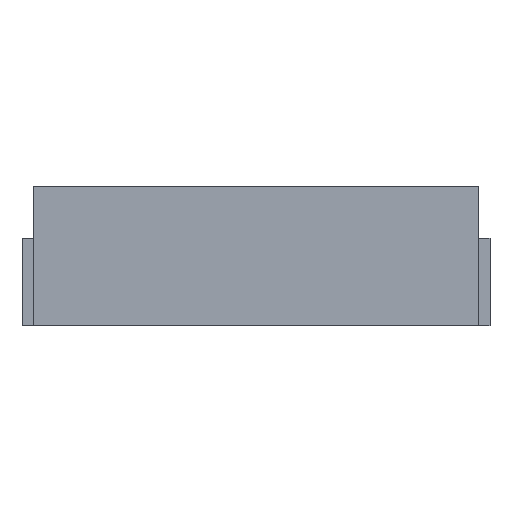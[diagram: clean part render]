
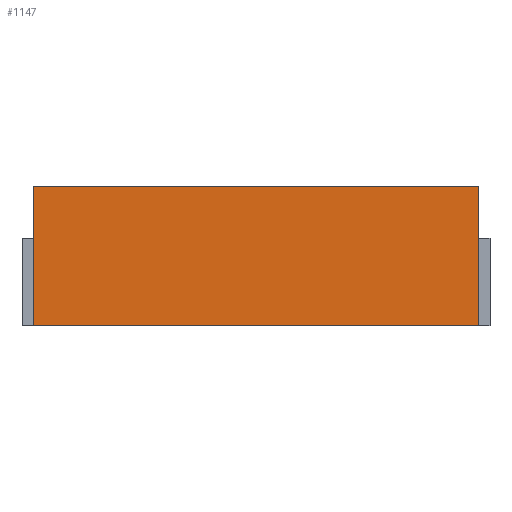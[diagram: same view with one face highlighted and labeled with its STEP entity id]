
A CAD part, front view. The second image highlights one B-rep face of the part: STEP entity #1147.
In plain terms, the highlighted planar face has unit normal (0, -1, 0).
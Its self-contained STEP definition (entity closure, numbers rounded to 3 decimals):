
#72=FACE_OUTER_BOUND('',#137,.T.);
#137=EDGE_LOOP('',(#953,#954,#955,#956));
#266=LINE('',#1766,#421);
#274=LINE('',#1780,#429);
#275=LINE('',#1783,#430);
#277=LINE('',#1786,#432);
#421=VECTOR('',#1444,10.);
#429=VECTOR('',#1458,10.);
#430=VECTOR('',#1461,10.);
#432=VECTOR('',#1465,10.);
#540=VERTEX_POINT('',#1763);
#541=VERTEX_POINT('',#1765);
#544=VERTEX_POINT('',#1778);
#545=VERTEX_POINT('',#1782);
#680=EDGE_CURVE('',#540,#541,#266,.T.);
#688=EDGE_CURVE('',#544,#540,#274,.T.);
#689=EDGE_CURVE('',#545,#541,#275,.T.);
#691=EDGE_CURVE('',#545,#544,#277,.T.);
#953=ORIENTED_EDGE('',*,*,#691,.F.);
#954=ORIENTED_EDGE('',*,*,#689,.T.);
#955=ORIENTED_EDGE('',*,*,#680,.F.);
#956=ORIENTED_EDGE('',*,*,#688,.F.);
#1085=PLANE('',#1227);
#1147=ADVANCED_FACE('',(#72),#1085,.T.);
#1227=AXIS2_PLACEMENT_3D('',#1785,#1463,#1464);
#1444=DIRECTION('',(1.,0.,0.));
#1458=DIRECTION('',(0.,0.,1.));
#1461=DIRECTION('',(0.,0.,1.));
#1463=DIRECTION('center_axis',(0.,-1.,0.));
#1464=DIRECTION('ref_axis',(1.,0.,0.));
#1465=DIRECTION('',(-1.,0.,0.));
#1763=CARTESIAN_POINT('',(-40.,-40.,25.));
#1765=CARTESIAN_POINT('',(40.,-40.,25.));
#1766=CARTESIAN_POINT('',(40.,-40.,25.));
#1778=CARTESIAN_POINT('',(-40.,-40.,0.));
#1780=CARTESIAN_POINT('',(-40.,-40.,0.));
#1782=CARTESIAN_POINT('',(40.,-40.,0.));
#1783=CARTESIAN_POINT('',(40.,-40.,0.));
#1785=CARTESIAN_POINT('Origin',(-40.,-40.,0.));
#1786=CARTESIAN_POINT('',(40.,-40.,0.));
